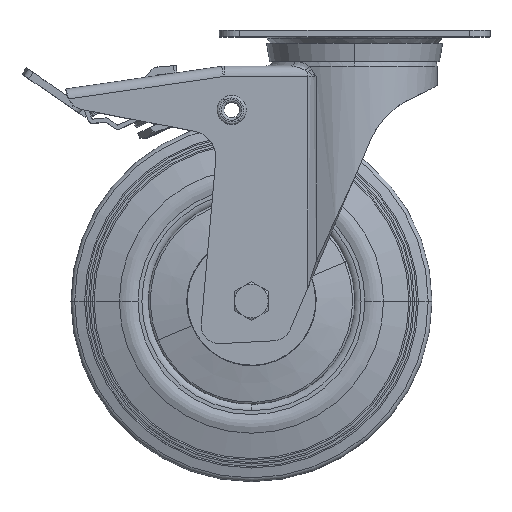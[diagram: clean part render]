
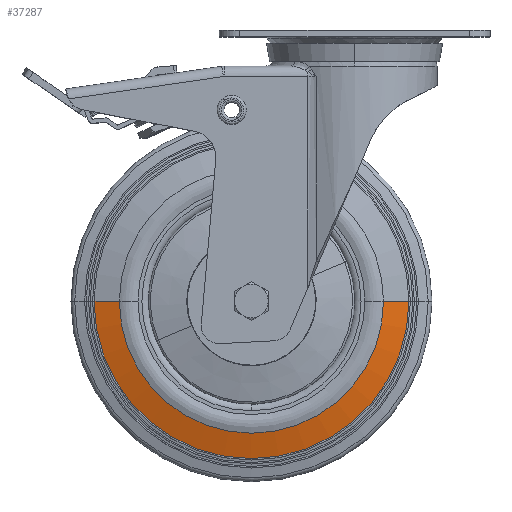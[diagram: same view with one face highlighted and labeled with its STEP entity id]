
A CAD part, top view. The second image highlights one B-rep face of the part: STEP entity #37287.
In plain terms, the highlighted conical face has half-angle 73.91 degrees and reference radius 61.06 mm.
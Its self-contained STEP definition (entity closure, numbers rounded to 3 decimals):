
#2535 = AXIS2_PLACEMENT_3D ( 'NONE', #7482, #7479, #7478 ) ;
#5049 = CARTESIAN_POINT ( 'NONE',  ( 30.196, -11.63, 18. ) ) ;
#5050 = CARTESIAN_POINT ( 'NONE',  ( -72.243, -11.63, 18. ) ) ;
#5053 = CARTESIAN_POINT ( 'NONE',  ( 40.036, -11.63, 15.162 ) ) ;
#5054 = CARTESIAN_POINT ( 'NONE',  ( -82.083, -11.63, 15.162 ) ) ;
#6472 = FACE_OUTER_BOUND ( 'NONE', #37051, .T. ) ;
#6481 = CONICAL_SURFACE ( 'NONE', #2535, 61.06, 1.29 ) ;
#7478 = DIRECTION ( 'NONE',  ( -1., 0., 0. ) ) ;
#7479 = DIRECTION ( 'NONE',  ( 0., 0., -1. ) ) ;
#7482 = CARTESIAN_POINT ( 'NONE',  ( -21.024, -11.63, 15.162 ) ) ;
#18532 = EDGE_CURVE ( 'NONE', #36857, #36858, #23938, .T. ) ;
#18533 = EDGE_CURVE ( 'NONE', #36861, #36862, #23939, .T. ) ;
#18579 = EDGE_CURVE ( 'NONE', #36858, #36862, #24033, .T. ) ;
#18581 = EDGE_CURVE ( 'NONE', #36857, #36861, #24047, .T. ) ;
#23938 = CIRCLE ( 'NONE', #25792, 51.22 ) ;
#23939 = CIRCLE ( 'NONE', #25794, 61.06 ) ;
#24033 = LINE ( 'NONE', #30390, #24045 ) ;
#24045 = VECTOR ( 'NONE', #30385, 1000. ) ;
#24047 = LINE ( 'NONE', #30381, #24051 ) ;
#24051 = VECTOR ( 'NONE', #30389, 1000. ) ;
#25792 = AXIS2_PLACEMENT_3D ( 'NONE', #30261, #30262, #30263 ) ;
#25794 = AXIS2_PLACEMENT_3D ( 'NONE', #30264, #30265, #30266 ) ;
#27115 = ORIENTED_EDGE ( 'NONE', *, *, #18581, .F. ) ;
#27117 = ORIENTED_EDGE ( 'NONE', *, *, #18532, .T. ) ;
#27118 = ORIENTED_EDGE ( 'NONE', *, *, #18579, .T. ) ;
#27120 = ORIENTED_EDGE ( 'NONE', *, *, #18533, .F. ) ;
#30261 = CARTESIAN_POINT ( 'NONE',  ( -21.024, -11.63, 18. ) ) ;
#30262 = DIRECTION ( 'NONE',  ( 0., 0., -1. ) ) ;
#30263 = DIRECTION ( 'NONE',  ( -1., 0., 0. ) ) ;
#30264 = CARTESIAN_POINT ( 'NONE',  ( -21.024, -11.63, 15.162 ) ) ;
#30265 = DIRECTION ( 'NONE',  ( 0., 0., -1. ) ) ;
#30266 = DIRECTION ( 'NONE',  ( -1., 0., 0. ) ) ;
#30381 = CARTESIAN_POINT ( 'NONE',  ( 40.036, -11.63, 15.162 ) ) ;
#30385 = DIRECTION ( 'NONE',  ( -0.961, 0., -0.277 ) ) ;
#30389 = DIRECTION ( 'NONE',  ( 0.961, 0., -0.277 ) ) ;
#30390 = CARTESIAN_POINT ( 'NONE',  ( -82.083, -11.63, 15.162 ) ) ;
#36857 = VERTEX_POINT ( 'NONE', #5049 ) ;
#36858 = VERTEX_POINT ( 'NONE', #5050 ) ;
#36861 = VERTEX_POINT ( 'NONE', #5053 ) ;
#36862 = VERTEX_POINT ( 'NONE', #5054 ) ;
#37051 = EDGE_LOOP ( 'NONE', ( #27115, #27117, #27118, #27120 ) ) ;
#37287 = ADVANCED_FACE ( 'NONE', ( #6472 ), #6481, .T. ) ;
